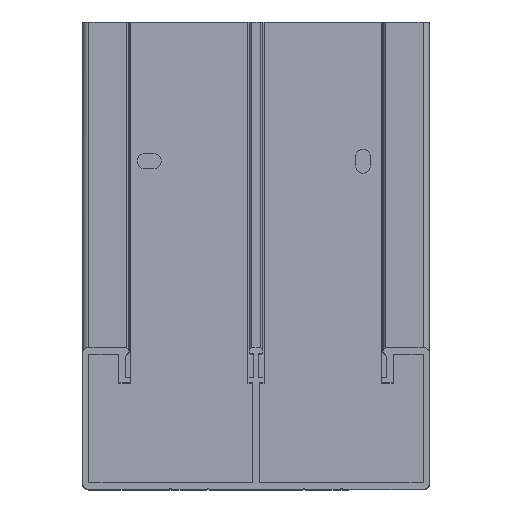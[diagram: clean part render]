
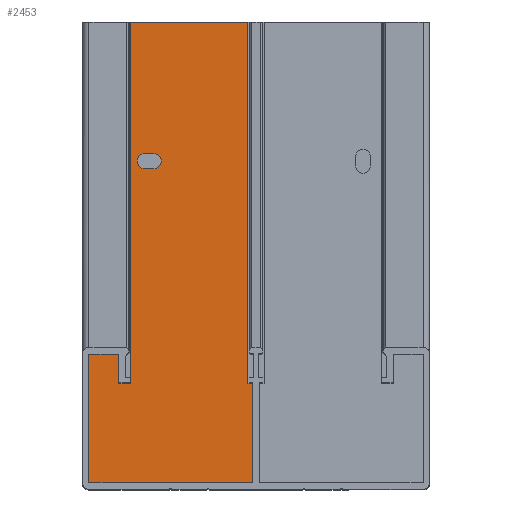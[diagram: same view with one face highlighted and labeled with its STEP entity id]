
A CAD part, top view. The second image highlights one B-rep face of the part: STEP entity #2453.
In plain terms, the highlighted face is planar.
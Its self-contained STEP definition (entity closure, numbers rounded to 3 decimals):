
#6 = EDGE_CURVE ( 'NONE', #3721, #205, #3534, .T. ) ;
#134 = CARTESIAN_POINT ( 'NONE',  ( 38.25, -50.5, 902.75 ) ) ;
#205 = VERTEX_POINT ( 'NONE', #3801 ) ;
#240 = CARTESIAN_POINT ( 'NONE',  ( 62.5, -50.5, 779.5 ) ) ;
#403 = CARTESIAN_POINT ( 'NONE',  ( 38.25, -50.5, 897.25 ) ) ;
#472 = LINE ( 'NONE', #1132, #3239 ) ;
#496 = ORIENTED_EDGE ( 'NONE', *, *, #3847, .F. ) ;
#561 = ORIENTED_EDGE ( 'NONE', *, *, #3825, .T. ) ;
#632 = VERTEX_POINT ( 'NONE', #1192 ) ;
#661 = ORIENTED_EDGE ( 'NONE', *, *, #3868, .F. ) ;
#719 = ORIENTED_EDGE ( 'NONE', *, *, #2511, .F. ) ;
#895 = DIRECTION ( 'NONE',  ( 0., -1., 0. ) ) ;
#918 = DIRECTION ( 'NONE',  ( 1., 0., 0. ) ) ;
#941 = DIRECTION ( 'NONE',  ( -1., 0., 0. ) ) ;
#955 = CARTESIAN_POINT ( 'NONE',  ( 38.25, -50.5, 897.25 ) ) ;
#971 = DIRECTION ( 'NONE',  ( 1., 0., 0. ) ) ;
#986 = DIRECTION ( 'NONE',  ( 1., 0., 0. ) ) ;
#988 = DIRECTION ( 'NONE',  ( 0., 1., 0. ) ) ;
#991 = CARTESIAN_POINT ( 'NONE',  ( 38.25, -50.5, 900. ) ) ;
#996 = DIRECTION ( 'NONE',  ( 0., 1., 0. ) ) ;
#1035 = PLANE ( 'NONE',  #2063 ) ;
#1050 = DIRECTION ( 'NONE',  ( 1., 0., 0. ) ) ;
#1066 = CARTESIAN_POINT ( 'NONE',  ( 38.25, -50.5, 902.75 ) ) ;
#1070 = DIRECTION ( 'NONE',  ( 0., 0., 1. ) ) ;
#1082 = CARTESIAN_POINT ( 'NONE',  ( 1.25, -50.5, -1051.481 ) ) ;
#1090 = DIRECTION ( 'NONE',  ( -1., 0., 0. ) ) ;
#1117 = DIRECTION ( 'NONE',  ( 0., 0., -1. ) ) ;
#1118 = CARTESIAN_POINT ( 'NONE',  ( 41.75, -50.5, 900. ) ) ;
#1120 = VERTEX_POINT ( 'NONE', #403 ) ;
#1123 = CARTESIAN_POINT ( 'NONE',  ( 0., -50.5, 779.5 ) ) ;
#1132 = CARTESIAN_POINT ( 'NONE',  ( 62.5, -50.5, 1000. ) ) ;
#1192 = CARTESIAN_POINT ( 'NONE',  ( 1.25, -50.5, 952. ) ) ;
#1199 = DIRECTION ( 'NONE',  ( 1., 0., 0. ) ) ;
#1212 = ORIENTED_EDGE ( 'NONE', *, *, #6, .F. ) ;
#1357 = CARTESIAN_POINT ( 'NONE',  ( 0., -50.5, 1000. ) ) ;
#1365 = CARTESIAN_POINT ( 'NONE',  ( 41.75, -50.5, 902.75 ) ) ;
#1581 = CARTESIAN_POINT ( 'NONE',  ( 62.5, -50.5, 952. ) ) ;
#1744 = VERTEX_POINT ( 'NONE', #240 ) ;
#1839 = AXIS2_PLACEMENT_3D ( 'NONE', #991, #988, #986 ) ;
#1880 = VERTEX_POINT ( 'NONE', #1581 ) ;
#2063 = AXIS2_PLACEMENT_3D ( 'NONE', #1357, #895, #918 ) ;
#2401 = CARTESIAN_POINT ( 'NONE',  ( 1.25, -50.5, 779.5 ) ) ;
#2418 = AXIS2_PLACEMENT_3D ( 'NONE', #1118, #996, #971 ) ;
#2453 = ADVANCED_FACE ( 'NONE', ( #2487, #2492 ), #1035, .F. ) ;
#2481 = VERTEX_POINT ( 'NONE', #134 ) ;
#2487 = FACE_OUTER_BOUND ( 'NONE', #3643, .T. ) ;
#2492 = FACE_BOUND ( 'NONE', #3423, .T. ) ;
#2511 = EDGE_CURVE ( 'NONE', #205, #1120, #3148, .T. ) ;
#2634 = VERTEX_POINT ( 'NONE', #2401 ) ;
#2731 = ORIENTED_EDGE ( 'NONE', *, *, #3775, .T. ) ;
#2813 = CARTESIAN_POINT ( 'NONE',  ( 0., -50.5, 952. ) ) ;
#3147 = VECTOR ( 'NONE', #941, 1000. ) ;
#3148 = LINE ( 'NONE', #955, #3147 ) ;
#3194 = CIRCLE ( 'NONE', #1839, 2.75 ) ;
#3198 = LINE ( 'NONE', #1066, #3236 ) ;
#3231 = VECTOR ( 'NONE', #1090, 1000. ) ;
#3236 = VECTOR ( 'NONE', #1050, 1000. ) ;
#3239 = VECTOR ( 'NONE', #1117, 1000. ) ;
#3283 = LINE ( 'NONE', #1082, #3427 ) ;
#3286 = LINE ( 'NONE', #2813, #3336 ) ;
#3328 = LINE ( 'NONE', #1123, #3231 ) ;
#3336 = VECTOR ( 'NONE', #1199, 1000. ) ;
#3423 = EDGE_LOOP ( 'NONE', ( #496, #661, #719, #1212 ) ) ;
#3427 = VECTOR ( 'NONE', #1070, 1000. ) ;
#3534 = CIRCLE ( 'NONE', #2418, 2.75 ) ;
#3620 = ORIENTED_EDGE ( 'NONE', *, *, #3785, .T. ) ;
#3643 = EDGE_LOOP ( 'NONE', ( #2731, #3620, #561, #3646 ) ) ;
#3646 = ORIENTED_EDGE ( 'NONE', *, *, #3832, .T. ) ;
#3721 = VERTEX_POINT ( 'NONE', #1365 ) ;
#3775 = EDGE_CURVE ( 'NONE', #632, #1880, #3286, .T. ) ;
#3785 = EDGE_CURVE ( 'NONE', #1880, #1744, #472, .T. ) ;
#3801 = CARTESIAN_POINT ( 'NONE',  ( 41.75, -50.5, 897.25 ) ) ;
#3825 = EDGE_CURVE ( 'NONE', #1744, #2634, #3328, .T. ) ;
#3832 = EDGE_CURVE ( 'NONE', #2634, #632, #3283, .T. ) ;
#3847 = EDGE_CURVE ( 'NONE', #2481, #3721, #3198, .T. ) ;
#3868 = EDGE_CURVE ( 'NONE', #1120, #2481, #3194, .T. ) ;
